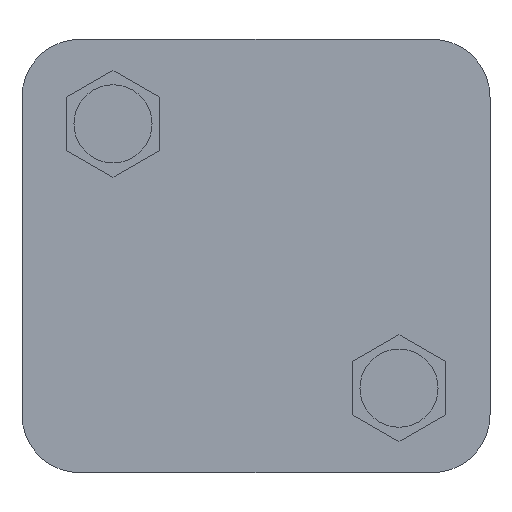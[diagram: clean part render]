
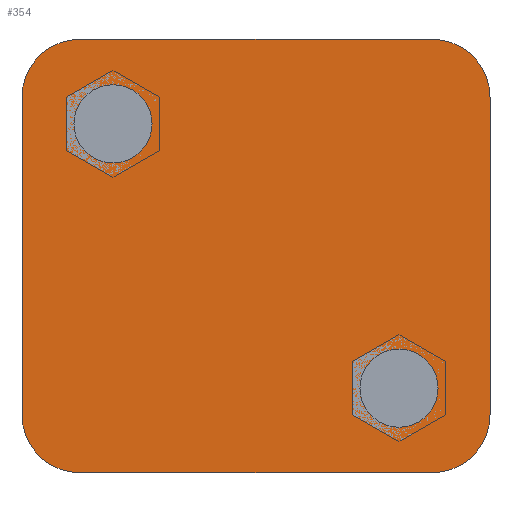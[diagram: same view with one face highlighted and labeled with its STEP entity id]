
A CAD part, front view. The second image highlights one B-rep face of the part: STEP entity #354.
In plain terms, the highlighted planar face has unit normal (0, -1, 0).
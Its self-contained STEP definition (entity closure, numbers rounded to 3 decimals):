
#25 = DIRECTION ( 'NONE',  ( 0., 0., -1. ) ) ;
#38 = VERTEX_POINT ( 'NONE', #222 ) ;
#44 = VECTOR ( 'NONE', #1232, 1000. ) ;
#53 = VERTEX_POINT ( 'NONE', #586 ) ;
#103 = CARTESIAN_POINT ( 'NONE',  ( -16.2, 0., 15. ) ) ;
#120 = VERTEX_POINT ( 'NONE', #232 ) ;
#143 = CARTESIAN_POINT ( 'NONE',  ( 16.2, 0., 11. ) ) ;
#150 = EDGE_CURVE ( 'NONE', #595, #274, #177, .T. ) ;
#171 = CARTESIAN_POINT ( 'NONE',  ( -12.2, 0., -11. ) ) ;
#177 = CIRCLE ( 'NONE', #518, 4. ) ;
#178 = EDGE_CURVE ( 'NONE', #120, #215, #1407, .T. ) ;
#186 = DIRECTION ( 'NONE',  ( 0., 0., 1. ) ) ;
#197 = CARTESIAN_POINT ( 'NONE',  ( 12.2, 0., -15. ) ) ;
#215 = VERTEX_POINT ( 'NONE', #484 ) ;
#221 = EDGE_CURVE ( 'NONE', #688, #38, #1374, .T. ) ;
#222 = CARTESIAN_POINT ( 'NONE',  ( -9.9, 0., 11.855 ) ) ;
#232 = CARTESIAN_POINT ( 'NONE',  ( 9.9, 0., -6.445 ) ) ;
#248 = ORIENTED_EDGE ( 'NONE', *, *, #373, .T. ) ;
#249 = CARTESIAN_POINT ( 'NONE',  ( 12.2, 0., -11. ) ) ;
#250 = ORIENTED_EDGE ( 'NONE', *, *, #1267, .F. ) ;
#274 = VERTEX_POINT ( 'NONE', #1086 ) ;
#276 = CARTESIAN_POINT ( 'NONE',  ( -16.2, 0., -15. ) ) ;
#278 = LINE ( 'NONE', #276, #676 ) ;
#282 = CARTESIAN_POINT ( 'NONE',  ( 9.9, 0., -9.15 ) ) ;
#294 = ORIENTED_EDGE ( 'NONE', *, *, #361, .T. ) ;
#304 = ORIENTED_EDGE ( 'NONE', *, *, #705, .T. ) ;
#344 = ORIENTED_EDGE ( 'NONE', *, *, #1117, .F. ) ;
#354 = ADVANCED_FACE ( 'NONE', ( #1034, #1001, #360 ), #1545, .T. ) ;
#360 = FACE_OUTER_BOUND ( 'NONE', #1379, .T. ) ;
#361 = EDGE_CURVE ( 'NONE', #38, #688, #965, .T. ) ;
#373 = EDGE_CURVE ( 'NONE', #582, #875, #696, .T. ) ;
#375 = ORIENTED_EDGE ( 'NONE', *, *, #1339, .F. ) ;
#395 = ORIENTED_EDGE ( 'NONE', *, *, #1384, .F. ) ;
#406 = CARTESIAN_POINT ( 'NONE',  ( 9.9, 0., -9.15 ) ) ;
#421 = LINE ( 'NONE', #103, #44 ) ;
#433 = DIRECTION ( 'NONE',  ( 0., 0., 1. ) ) ;
#444 = VECTOR ( 'NONE', #25, 1000. ) ;
#471 = CIRCLE ( 'NONE', #511, 4. ) ;
#484 = CARTESIAN_POINT ( 'NONE',  ( 9.9, 0., -11.855 ) ) ;
#507 = ORIENTED_EDGE ( 'NONE', *, *, #178, .T. ) ;
#511 = AXIS2_PLACEMENT_3D ( 'NONE', #249, #1112, #998 ) ;
#518 = AXIS2_PLACEMENT_3D ( 'NONE', #171, #622, #1523 ) ;
#537 = LINE ( 'NONE', #1368, #1102 ) ;
#582 = VERTEX_POINT ( 'NONE', #850 ) ;
#584 = ORIENTED_EDGE ( 'NONE', *, *, #221, .T. ) ;
#586 = CARTESIAN_POINT ( 'NONE',  ( 16.2, 0., -11. ) ) ;
#587 = DIRECTION ( 'NONE',  ( 0., -1., 0. ) ) ;
#595 = VERTEX_POINT ( 'NONE', #945 ) ;
#601 = CIRCLE ( 'NONE', #1196, 2.705 ) ;
#622 = DIRECTION ( 'NONE',  ( 0., -1., 0. ) ) ;
#676 = VECTOR ( 'NONE', #1469, 1000. ) ;
#688 = VERTEX_POINT ( 'NONE', #1042 ) ;
#696 = CIRCLE ( 'NONE', #1503, 4. ) ;
#705 = EDGE_CURVE ( 'NONE', #1487, #1201, #1508, .T. ) ;
#723 = ORIENTED_EDGE ( 'NONE', *, *, #150, .T. ) ;
#740 = ORIENTED_EDGE ( 'NONE', *, *, #1106, .T. ) ;
#747 = AXIS2_PLACEMENT_3D ( 'NONE', #406, #1188, #186 ) ;
#769 = LINE ( 'NONE', #803, #444 ) ;
#803 = CARTESIAN_POINT ( 'NONE',  ( 16.2, 0., 15. ) ) ;
#850 = CARTESIAN_POINT ( 'NONE',  ( -12.2, 0., 15. ) ) ;
#875 = VERTEX_POINT ( 'NONE', #1546 ) ;
#915 = DIRECTION ( 'NONE',  ( 1., 0., 0. ) ) ;
#919 = VERTEX_POINT ( 'NONE', #197 ) ;
#937 = EDGE_LOOP ( 'NONE', ( #507, #1246 ) ) ;
#945 = CARTESIAN_POINT ( 'NONE',  ( -16.2, 0., -11. ) ) ;
#960 = AXIS2_PLACEMENT_3D ( 'NONE', #1166, #1150, #1077 ) ;
#965 = CIRCLE ( 'NONE', #1202, 2.705 ) ;
#998 = DIRECTION ( 'NONE',  ( 0., 0., -1. ) ) ;
#1001 = FACE_BOUND ( 'NONE', #1356, .T. ) ;
#1034 = FACE_BOUND ( 'NONE', #937, .T. ) ;
#1042 = CARTESIAN_POINT ( 'NONE',  ( -9.9, 0., 6.445 ) ) ;
#1077 = DIRECTION ( 'NONE',  ( 0., 0., 1. ) ) ;
#1086 = CARTESIAN_POINT ( 'NONE',  ( -12.2, 0., -15. ) ) ;
#1102 = VECTOR ( 'NONE', #915, 1000. ) ;
#1106 = EDGE_CURVE ( 'NONE', #919, #53, #471, .T. ) ;
#1112 = DIRECTION ( 'NONE',  ( 0., -1., 0. ) ) ;
#1117 = EDGE_CURVE ( 'NONE', #595, #875, #421, .T. ) ;
#1132 = DIRECTION ( 'NONE',  ( 0., 1., 0. ) ) ;
#1150 = DIRECTION ( 'NONE',  ( 0., 1., 0. ) ) ;
#1166 = CARTESIAN_POINT ( 'NONE',  ( -9.9, 0., 9.15 ) ) ;
#1187 = DIRECTION ( 'NONE',  ( 0., -1., 0. ) ) ;
#1188 = DIRECTION ( 'NONE',  ( 0., 1., 0. ) ) ;
#1196 = AXIS2_PLACEMENT_3D ( 'NONE', #282, #1132, #433 ) ;
#1201 = VERTEX_POINT ( 'NONE', #1460 ) ;
#1202 = AXIS2_PLACEMENT_3D ( 'NONE', #1331, #1387, #1297 ) ;
#1207 = AXIS2_PLACEMENT_3D ( 'NONE', #1380, #587, #1273 ) ;
#1232 = DIRECTION ( 'NONE',  ( 0., 0., 1. ) ) ;
#1246 = ORIENTED_EDGE ( 'NONE', *, *, #1274, .T. ) ;
#1260 = DIRECTION ( 'NONE',  ( 0., 0., -1. ) ) ;
#1267 = EDGE_CURVE ( 'NONE', #919, #274, #278, .T. ) ;
#1273 = DIRECTION ( 'NONE',  ( 0., 0., -1. ) ) ;
#1274 = EDGE_CURVE ( 'NONE', #215, #120, #601, .T. ) ;
#1292 = CARTESIAN_POINT ( 'NONE',  ( -12.2, 0., 11. ) ) ;
#1297 = DIRECTION ( 'NONE',  ( 0., 0., 1. ) ) ;
#1331 = CARTESIAN_POINT ( 'NONE',  ( -9.9, 0., 9.15 ) ) ;
#1339 = EDGE_CURVE ( 'NONE', #582, #1201, #537, .T. ) ;
#1356 = EDGE_LOOP ( 'NONE', ( #294, #584 ) ) ;
#1368 = CARTESIAN_POINT ( 'NONE',  ( -16.2, 0., 15. ) ) ;
#1374 = CIRCLE ( 'NONE', #960, 2.705 ) ;
#1379 = EDGE_LOOP ( 'NONE', ( #344, #723, #250, #740, #395, #304, #375, #248 ) ) ;
#1380 = CARTESIAN_POINT ( 'NONE',  ( 12.2, 0., 11. ) ) ;
#1384 = EDGE_CURVE ( 'NONE', #1487, #53, #769, .T. ) ;
#1387 = DIRECTION ( 'NONE',  ( 0., 1., 0. ) ) ;
#1407 = CIRCLE ( 'NONE', #747, 2.705 ) ;
#1412 = DIRECTION ( 'NONE',  ( 0., 0., -1. ) ) ;
#1428 = AXIS2_PLACEMENT_3D ( 'NONE', #1507, #1495, #1412 ) ;
#1460 = CARTESIAN_POINT ( 'NONE',  ( 12.2, 0., 15. ) ) ;
#1469 = DIRECTION ( 'NONE',  ( -1., 0., 0. ) ) ;
#1487 = VERTEX_POINT ( 'NONE', #143 ) ;
#1495 = DIRECTION ( 'NONE',  ( 0., -1., 0. ) ) ;
#1503 = AXIS2_PLACEMENT_3D ( 'NONE', #1292, #1187, #1260 ) ;
#1507 = CARTESIAN_POINT ( 'NONE',  ( 0., 0., 0. ) ) ;
#1508 = CIRCLE ( 'NONE', #1207, 4. ) ;
#1523 = DIRECTION ( 'NONE',  ( 0., 0., -1. ) ) ;
#1545 = PLANE ( 'NONE',  #1428 ) ;
#1546 = CARTESIAN_POINT ( 'NONE',  ( -16.2, 0., 11. ) ) ;
